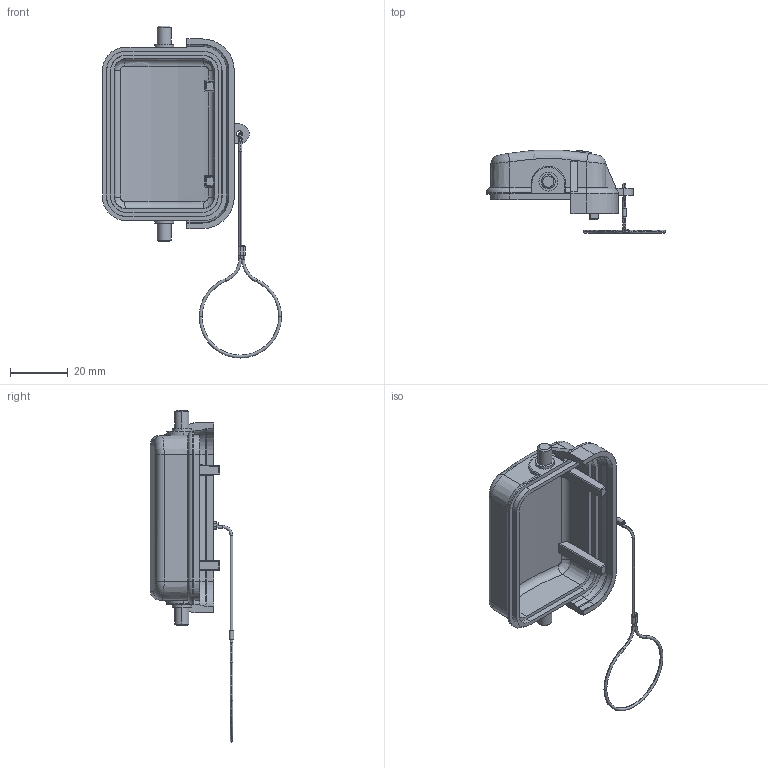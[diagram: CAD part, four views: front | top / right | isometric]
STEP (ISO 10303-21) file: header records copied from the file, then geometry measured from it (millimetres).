
FILE_DESCRIPTION(/* description */ (''),/* implementation_level */ '2;1');
FILE_NAME(/* name */ '3D_1120060108001_H6B-MMCV-2B_1_V1.0_stp.stp',/* time_stamp */ '2023-12-09T10:49:47+08:00',/* author */ (''),/* organization */ (''),/* preprocessor_version */ 'ST-DEVELOPER v18.1',/* originating_system */ 'SIEMENS PLM Software NX 1980',/* authorisation */ '');
FILE_SCHEMA (('AUTOMOTIVE_DESIGN { 1 0 10303 214 3 1 1 1 }'));
Length unit declared in the file: millimetre
Products named in the file (1): 3D_1120060108001_H6B-MMCV-2B_1_V1.0_stp
Bounding box: 61.96 x 28.83 x 114.94 mm (x, y, z)
Volume: 14780.5 mm3; surface area: 12961.3 mm2
Topology: 1 solids, 1 shells, 322 faces, 813 edges, 503 vertices
Faces by surface type: plane 137, cylinder 99, torus 49, cone 24, extrusion 5, sphere 4, bspline 4
Entity records: 10202 total; most frequent: CARTESIAN_POINT 2496, ORIENTED_EDGE 1618, DIRECTION 1615, EDGE_CURVE 809, AXIS2_PLACEMENT_3D 614, VERTEX_POINT 503, VECTOR 387, LINE 382
